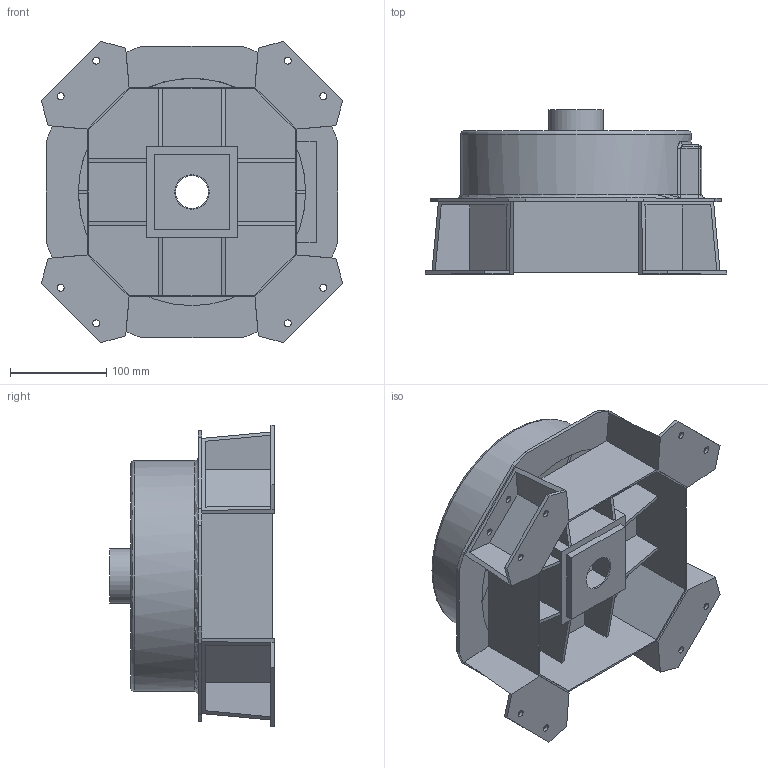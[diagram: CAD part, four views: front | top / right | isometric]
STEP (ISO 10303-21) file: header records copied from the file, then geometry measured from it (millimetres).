
FILE_DESCRIPTION(/* description */ (''),/* implementation_level */ '2;1');
FILE_NAME(/* name */ 'L0.step',/* time_stamp */ '2022-05-25T21:34:36+08:00',/* author */ (''),/* organization */ (''),/* preprocessor_version */ 'ST-DEVELOPER v18.1',/* originating_system */ 'Autodesk Translation Framework v10.14.0.1471',/* authorisation */ '');
FILE_SCHEMA (('AUTOMOTIVE_DESIGN { 1 0 10303 214 3 1 1 }'));
Length unit declared in the file: millimetre
Products named in the file (1): L0
Bounding box: 312.93 x 171 x 312.93 mm (x, y, z)
Volume: 874546.6 mm3; surface area: 724695.7 mm2
Topology: 6 solids, 6 shells, 232 faces, 612 edges, 396 vertices
Faces by surface type: plane 172, cylinder 49, torus 5, sphere 4, bspline 2
Full cylindrical faces by diameter (mm): 7.143 x24, 34.286 x1, 35.714 x1, 53.571 x1, 57.143 x2, 236.071 x1, 239.643 x1
Entity records: 7830 total; most frequent: CARTESIAN_POINT 1868, ORIENTED_EDGE 1216, DIRECTION 1201, EDGE_CURVE 608, LINE 469, VECTOR 469, VERTEX_POINT 396, AXIS2_PLACEMENT_3D 366
